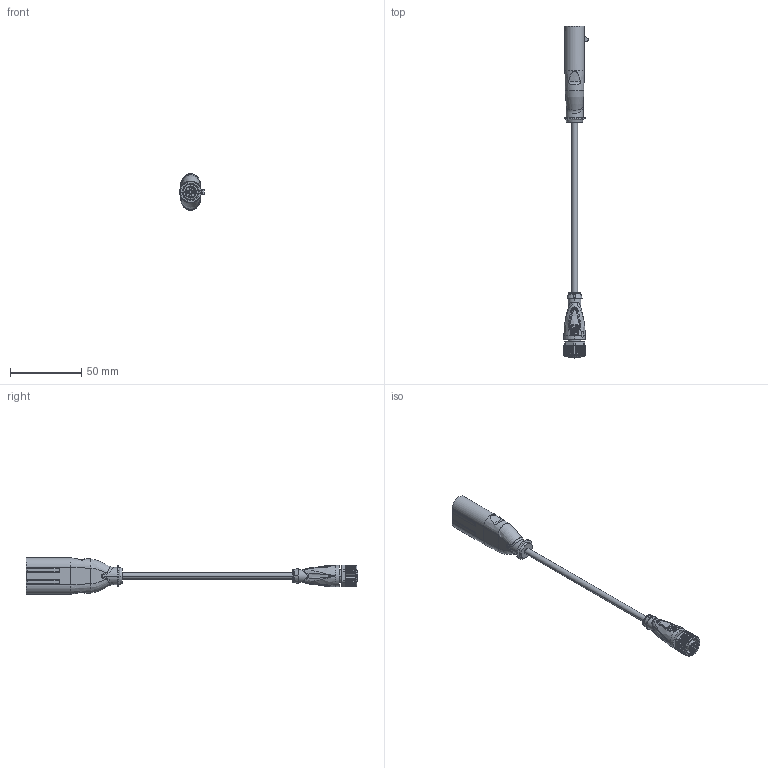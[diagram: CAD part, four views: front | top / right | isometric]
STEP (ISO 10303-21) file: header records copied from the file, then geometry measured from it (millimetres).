
FILE_DESCRIPTION((''),'2;1');
FILE_NAME('CAD-9057_ASM','2024-04-23T09:35:47',('creinig-se'),(''),'CREO PARAMETRIC BY PTC INC, 2022284','CREO PARAMETRIC BY PTC INC, 2022284','');
FILE_SCHEMA(('CONFIG_CONTROL_DESIGN','SHAPE_APPEARANCE_LAYERS_GROUPS'));
Products named in the file (4): CAD-9057_KABEL; CAD-9057_V11_HEAD; CAD-9057_AMP3_MOULDED_SW0001; CAD-9057_ASM
Assembly tree (3 placements, depth 2):
  CAD-9057_ASM
    CAD-9057_KABEL
    CAD-9057_V11_HEAD
    CAD-9057_AMP3_MOULDED_SW0001
Bounding box: 17.38 x 233.7 x 25.6 mm (x, y, z)
Volume: 22088 mm3; surface area: 11162.8 mm2
Topology: 3 solids, 3 shells, 1142 faces, 2929 edges, 1837 vertices
Faces by surface type: plane 496, cylinder 250, bspline 190, torus 160, cone 40, extrusion 6
Entity records: 58608 total; most frequent: CARTESIAN_POINT 24084, ORIENTED_EDGE 5858, DIRECTION 5111, EDGE_CURVE 2929, AXIS2_PLACEMENT_3D 1851, VERTEX_POINT 1837, VECTOR 1409, LINE 1403
